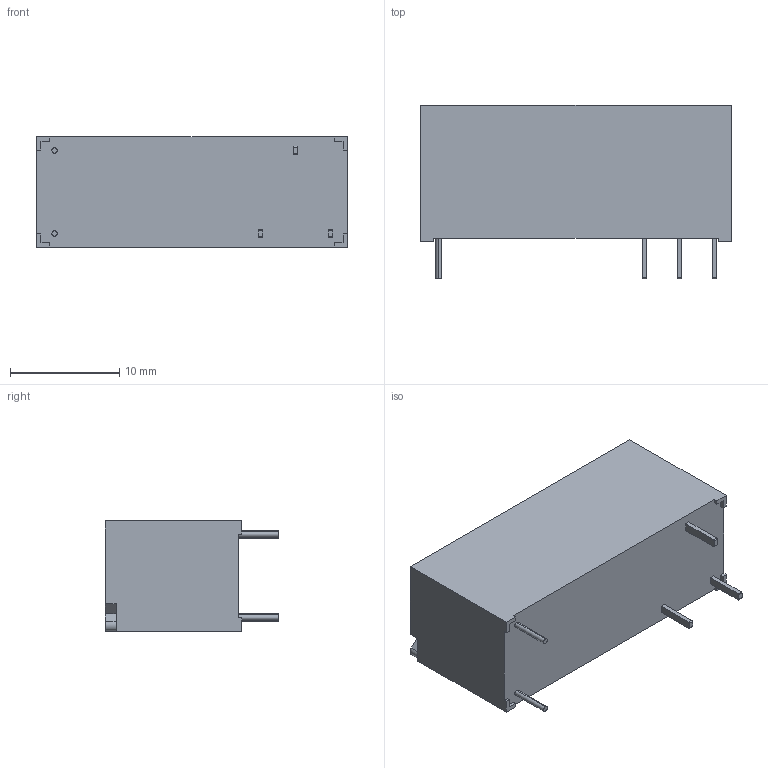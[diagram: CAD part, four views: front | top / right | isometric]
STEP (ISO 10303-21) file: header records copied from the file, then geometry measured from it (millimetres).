
FILE_DESCRIPTION (( 'STEP AP203' ), '1' );
FILE_NAME ('T74.STEP', '2014-08-27T04:51:51', ( 'Windows 蚚誧' ), ( '' ), 'SwSTEP 2.0', 'SolidWorks 2013', '' );
FILE_SCHEMA (( 'CONFIG_CONTROL_DESIGN' ));
Length unit declared in the file: millimetre
Products named in the file (1): T74
Bounding box: 28.5 x 15.9 x 10.1 mm (x, y, z)
Volume: 3513.4 mm3; surface area: 1567.9 mm2
Topology: 1 solids, 1 shells, 68 faces, 174 edges, 116 vertices
Faces by surface type: plane 51, cylinder 17
Entity records: 2129 total; most frequent: CARTESIAN_POINT 359, ORIENTED_EDGE 348, DIRECTION 346, EDGE_CURVE 174, LINE 140, VECTOR 140, VERTEX_POINT 116, AXIS2_PLACEMENT_3D 103
